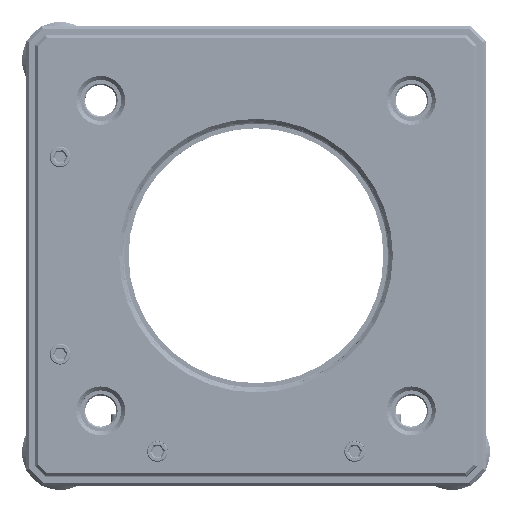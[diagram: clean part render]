
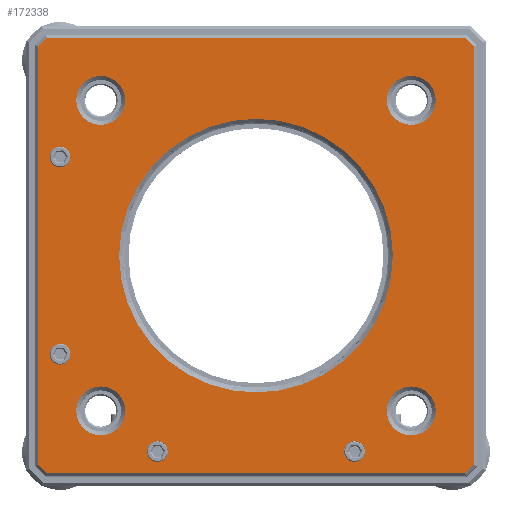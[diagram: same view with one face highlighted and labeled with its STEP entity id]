
A CAD part, top view. The second image highlights one B-rep face of the part: STEP entity #172338.
In plain terms, the highlighted planar face has unit normal (0, 0, 1).
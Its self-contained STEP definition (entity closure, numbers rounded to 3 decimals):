
#167344=CARTESIAN_POINT('',(19.05,-37.846,29.21));
#167345=DIRECTION('',(0.,0.,-1.));
#167346=DIRECTION('',(-1.,0.,0.));
#167347=AXIS2_PLACEMENT_3D('',#167344,#167345,#167346);
#167349=CARTESIAN_POINT('',(19.05,-37.846,29.21));
#167350=DIRECTION('',(0.,0.,-1.));
#167351=DIRECTION('',(1.,0.,0.));
#167352=AXIS2_PLACEMENT_3D('',#167349,#167350,#167351);
#167354=CARTESIAN_POINT('',(-19.05,-37.846,29.21));
#167355=DIRECTION('',(0.,0.,-1.));
#167356=DIRECTION('',(-1.,0.,0.));
#167357=AXIS2_PLACEMENT_3D('',#167354,#167355,#167356);
#167359=CARTESIAN_POINT('',(-19.05,-37.846,29.21));
#167360=DIRECTION('',(0.,0.,-1.));
#167361=DIRECTION('',(1.,0.,0.));
#167362=AXIS2_PLACEMENT_3D('',#167359,#167360,#167361);
#167364=CARTESIAN_POINT('',(-37.846,-19.05,29.21));
#167365=DIRECTION('',(0.,0.,-1.));
#167366=DIRECTION('',(-1.,0.,0.));
#167367=AXIS2_PLACEMENT_3D('',#167364,#167365,#167366);
#167369=CARTESIAN_POINT('',(-37.846,-19.05,29.21));
#167370=DIRECTION('',(0.,0.,-1.));
#167371=DIRECTION('',(1.,0.,0.));
#167372=AXIS2_PLACEMENT_3D('',#167369,#167370,#167371);
#167374=CARTESIAN_POINT('',(-37.846,19.05,29.21));
#167375=DIRECTION('',(0.,0.,-1.));
#167376=DIRECTION('',(-1.,0.,0.));
#167377=AXIS2_PLACEMENT_3D('',#167374,#167375,#167376);
#167379=CARTESIAN_POINT('',(-37.846,19.05,29.21));
#167380=DIRECTION('',(0.,0.,-1.));
#167381=DIRECTION('',(1.,0.,0.));
#167382=AXIS2_PLACEMENT_3D('',#167379,#167380,#167381);
#167384=CARTESIAN_POINT('',(-30.,30.,29.21));
#167385=DIRECTION('',(0.,0.,-1.));
#167386=DIRECTION('',(1.,0.,0.));
#167387=AXIS2_PLACEMENT_3D('',#167384,#167385,#167386);
#167389=CARTESIAN_POINT('',(-30.,30.,29.21));
#167390=DIRECTION('',(0.,0.,-1.));
#167391=DIRECTION('',(-1.,0.,0.));
#167392=AXIS2_PLACEMENT_3D('',#167389,#167390,#167391);
#167394=CARTESIAN_POINT('',(30.,30.,29.21));
#167395=DIRECTION('',(0.,0.,-1.));
#167396=DIRECTION('',(1.,0.,0.));
#167397=AXIS2_PLACEMENT_3D('',#167394,#167395,#167396);
#167399=CARTESIAN_POINT('',(30.,30.,29.21));
#167400=DIRECTION('',(0.,0.,-1.));
#167401=DIRECTION('',(-1.,0.,0.));
#167402=AXIS2_PLACEMENT_3D('',#167399,#167400,#167401);
#167404=CARTESIAN_POINT('',(30.,-30.,29.21));
#167405=DIRECTION('',(0.,0.,-1.));
#167406=DIRECTION('',(1.,0.,0.));
#167407=AXIS2_PLACEMENT_3D('',#167404,#167405,#167406);
#167409=CARTESIAN_POINT('',(30.,-30.,29.21));
#167410=DIRECTION('',(0.,0.,-1.));
#167411=DIRECTION('',(-1.,0.,0.));
#167412=AXIS2_PLACEMENT_3D('',#167409,#167410,#167411);
#167414=CARTESIAN_POINT('',(-30.,-30.,29.21));
#167415=DIRECTION('',(0.,0.,-1.));
#167416=DIRECTION('',(1.,0.,0.));
#167417=AXIS2_PLACEMENT_3D('',#167414,#167415,#167416);
#167419=CARTESIAN_POINT('',(-30.,-30.,29.21));
#167420=DIRECTION('',(0.,0.,-1.));
#167421=DIRECTION('',(-1.,0.,0.));
#167422=AXIS2_PLACEMENT_3D('',#167419,#167420,#167421);
#167424=DIRECTION('',(1.,0.,0.));
#167425=VECTOR('',#167424,80.847);
#167426=CARTESIAN_POINT('',(-40.423,-42.072,29.21));
#167427=LINE('',#167426,#167425);
#167428=DIRECTION('',(0.707,-0.707,0.));
#167429=VECTOR('',#167428,2.331);
#167430=CARTESIAN_POINT('',(-42.072,-40.423,29.21));
#167431=LINE('',#167430,#167429);
#167432=DIRECTION('',(0.,-1.,0.));
#167433=VECTOR('',#167432,80.847);
#167434=CARTESIAN_POINT('',(-42.072,40.423,29.21));
#167435=LINE('',#167434,#167433);
#167436=DIRECTION('',(0.707,0.707,0.));
#167437=VECTOR('',#167436,2.331);
#167438=CARTESIAN_POINT('',(-42.072,40.423,29.21));
#167439=LINE('',#167438,#167437);
#167440=DIRECTION('',(-1.,0.,0.));
#167441=VECTOR('',#167440,80.847);
#167442=CARTESIAN_POINT('',(40.423,42.072,29.21));
#167443=LINE('',#167442,#167441);
#167444=DIRECTION('',(0.707,-0.707,0.));
#167445=VECTOR('',#167444,2.331);
#167446=CARTESIAN_POINT('',(40.423,42.072,29.21));
#167447=LINE('',#167446,#167445);
#167448=DIRECTION('',(0.,1.,0.));
#167449=VECTOR('',#167448,80.847);
#167450=CARTESIAN_POINT('',(42.072,-40.423,29.21));
#167451=LINE('',#167450,#167449);
#167452=DIRECTION('',(0.707,0.707,0.));
#167453=VECTOR('',#167452,2.331);
#167454=CARTESIAN_POINT('',(40.423,-42.072,29.21));
#167455=LINE('',#167454,#167453);
#167456=CARTESIAN_POINT('',(0.,0.,29.21));
#167457=DIRECTION('',(0.,0.,-1.));
#167458=DIRECTION('',(1.,0.,0.));
#167459=AXIS2_PLACEMENT_3D('',#167456,#167457,#167458);
#167461=CARTESIAN_POINT('',(0.,0.,29.21));
#167462=DIRECTION('',(0.,0.,-1.));
#167463=DIRECTION('',(-1.,0.,0.));
#167464=AXIS2_PLACEMENT_3D('',#167461,#167462,#167463);
#170231=CARTESIAN_POINT('',(-34.724,-30.,29.21));
#170232=VERTEX_POINT('',#170231);
#170233=CARTESIAN_POINT('',(-25.276,-30.,29.21));
#170234=VERTEX_POINT('',#170233);
#170235=CARTESIAN_POINT('',(25.276,-30.,29.21));
#170236=VERTEX_POINT('',#170235);
#170237=CARTESIAN_POINT('',(-25.276,30.,29.21));
#170238=CARTESIAN_POINT('',(-34.724,30.,29.21));
#170239=VERTEX_POINT('',#170237);
#170240=VERTEX_POINT('',#170238);
#170241=CARTESIAN_POINT('',(25.276,30.,29.21));
#170243=VERTEX_POINT('',#170241);
#170247=CARTESIAN_POINT('',(34.724,30.,29.21));
#170248=VERTEX_POINT('',#170247);
#170251=CARTESIAN_POINT('',(34.724,-30.,29.21));
#170252=VERTEX_POINT('',#170251);
#170301=CARTESIAN_POINT('',(17.047,-37.846,29.21));
#170302=CARTESIAN_POINT('',(21.053,-37.846,29.21));
#170303=VERTEX_POINT('',#170301);
#170304=VERTEX_POINT('',#170302);
#170305=CARTESIAN_POINT('',(-39.849,-19.05,29.21));
#170306=CARTESIAN_POINT('',(-35.843,-19.05,29.21));
#170307=VERTEX_POINT('',#170305);
#170308=VERTEX_POINT('',#170306);
#170309=CARTESIAN_POINT('',(-21.053,-37.846,29.21));
#170310=CARTESIAN_POINT('',(-17.047,-37.846,29.21));
#170311=VERTEX_POINT('',#170309);
#170312=VERTEX_POINT('',#170310);
#170313=CARTESIAN_POINT('',(-39.849,19.05,29.21));
#170314=CARTESIAN_POINT('',(-35.843,19.05,29.21));
#170315=VERTEX_POINT('',#170313);
#170316=VERTEX_POINT('',#170314);
#170473=CARTESIAN_POINT('',(-40.423,-42.072,29.21));
#170474=CARTESIAN_POINT('',(40.423,-42.072,29.21));
#170475=VERTEX_POINT('',#170473);
#170476=VERTEX_POINT('',#170474);
#170479=CARTESIAN_POINT('',(42.072,-40.423,29.21));
#170480=VERTEX_POINT('',#170479);
#170481=CARTESIAN_POINT('',(42.072,40.423,29.21));
#170482=VERTEX_POINT('',#170481);
#170485=CARTESIAN_POINT('',(40.423,42.072,29.21));
#170486=VERTEX_POINT('',#170485);
#170489=CARTESIAN_POINT('',(-40.423,42.072,29.21));
#170490=VERTEX_POINT('',#170489);
#170493=CARTESIAN_POINT('',(-42.072,40.423,29.21));
#170494=VERTEX_POINT('',#170493);
#170499=CARTESIAN_POINT('',(-42.072,-40.423,29.21));
#170500=VERTEX_POINT('',#170499);
#170556=CARTESIAN_POINT('',(26.445,0.,29.21));
#170557=CARTESIAN_POINT('',(-26.445,0.,29.21));
#170558=VERTEX_POINT('',#170556);
#170559=VERTEX_POINT('',#170557);
#172262=CARTESIAN_POINT('',(-42.672,42.672,29.21));
#172263=DIRECTION('',(0.,0.,1.));
#172264=DIRECTION('',(1.,0.,0.));
#172265=AXIS2_PLACEMENT_3D('',#172262,#172263,#172264);
#172266=PLANE('',#172265);
#172268=ORIENTED_EDGE('',*,*,#172267,.F.);
#172270=ORIENTED_EDGE('',*,*,#172269,.F.);
#172272=ORIENTED_EDGE('',*,*,#172271,.F.);
#172274=ORIENTED_EDGE('',*,*,#172273,.T.);
#172276=ORIENTED_EDGE('',*,*,#172275,.F.);
#172278=ORIENTED_EDGE('',*,*,#172277,.T.);
#172280=ORIENTED_EDGE('',*,*,#172279,.F.);
#172282=ORIENTED_EDGE('',*,*,#172281,.F.);
#172283=EDGE_LOOP('',(#172268,#172270,#172272,#172274,#172276,#172278,#172280,
#172282));
#172284=FACE_OUTER_BOUND('',#172283,.F.);
#172286=ORIENTED_EDGE('',*,*,#172285,.F.);
#172288=ORIENTED_EDGE('',*,*,#172287,.F.);
#172289=EDGE_LOOP('',(#172286,#172288));
#172290=FACE_BOUND('',#172289,.F.);
#172292=ORIENTED_EDGE('',*,*,#172291,.F.);
#172294=ORIENTED_EDGE('',*,*,#172293,.F.);
#172295=EDGE_LOOP('',(#172292,#172294));
#172296=FACE_BOUND('',#172295,.F.);
#172298=ORIENTED_EDGE('',*,*,#172297,.F.);
#172300=ORIENTED_EDGE('',*,*,#172299,.F.);
#172301=EDGE_LOOP('',(#172298,#172300));
#172302=FACE_BOUND('',#172301,.F.);
#172304=ORIENTED_EDGE('',*,*,#172303,.F.);
#172306=ORIENTED_EDGE('',*,*,#172305,.F.);
#172307=EDGE_LOOP('',(#172304,#172306));
#172308=FACE_BOUND('',#172307,.F.);
#172310=ORIENTED_EDGE('',*,*,#172309,.F.);
#172312=ORIENTED_EDGE('',*,*,#172311,.F.);
#172313=EDGE_LOOP('',(#172310,#172312));
#172314=FACE_BOUND('',#172313,.F.);
#172316=ORIENTED_EDGE('',*,*,#172315,.F.);
#172318=ORIENTED_EDGE('',*,*,#172317,.F.);
#172319=EDGE_LOOP('',(#172316,#172318));
#172320=FACE_BOUND('',#172319,.F.);
#172322=ORIENTED_EDGE('',*,*,#172321,.F.);
#172324=ORIENTED_EDGE('',*,*,#172323,.F.);
#172325=EDGE_LOOP('',(#172322,#172324));
#172326=FACE_BOUND('',#172325,.F.);
#172328=ORIENTED_EDGE('',*,*,#172327,.F.);
#172330=ORIENTED_EDGE('',*,*,#172329,.F.);
#172331=EDGE_LOOP('',(#172328,#172330));
#172332=FACE_BOUND('',#172331,.F.);
#172333=ORIENTED_EDGE('',*,*,#172252,.F.);
#172335=ORIENTED_EDGE('',*,*,#172334,.F.);
#172336=EDGE_LOOP('',(#172333,#172335));
#172337=FACE_BOUND('',#172336,.F.);
#172338=ADVANCED_FACE('',(#172284,#172290,#172296,#172302,#172308,#172314,
#172320,#172326,#172332,#172337),#172266,.T.);
#167348=CIRCLE('',#167347,2.003);
#167353=CIRCLE('',#167352,2.003);
#167358=CIRCLE('',#167357,2.003);
#167363=CIRCLE('',#167362,2.003);
#167368=CIRCLE('',#167367,2.003);
#167373=CIRCLE('',#167372,2.003);
#167378=CIRCLE('',#167377,2.003);
#167383=CIRCLE('',#167382,2.003);
#167388=CIRCLE('',#167387,4.724);
#167393=CIRCLE('',#167392,4.724);
#167398=CIRCLE('',#167397,4.724);
#167403=CIRCLE('',#167402,4.724);
#167408=CIRCLE('',#167407,4.724);
#167413=CIRCLE('',#167412,4.724);
#167418=CIRCLE('',#167417,4.724);
#167423=CIRCLE('',#167422,4.724);
#167460=CIRCLE('',#167459,26.445);
#167465=CIRCLE('',#167464,26.445);
#172252=EDGE_CURVE('',#170558,#170559,#167460,.T.);
#172267=EDGE_CURVE('',#170475,#170476,#167427,.T.);
#172269=EDGE_CURVE('',#170500,#170475,#167431,.T.);
#172271=EDGE_CURVE('',#170494,#170500,#167435,.T.);
#172273=EDGE_CURVE('',#170494,#170490,#167439,.T.);
#172275=EDGE_CURVE('',#170486,#170490,#167443,.T.);
#172277=EDGE_CURVE('',#170486,#170482,#167447,.T.);
#172279=EDGE_CURVE('',#170480,#170482,#167451,.T.);
#172281=EDGE_CURVE('',#170476,#170480,#167455,.T.);
#172285=EDGE_CURVE('',#170311,#170312,#167358,.T.);
#172287=EDGE_CURVE('',#170312,#170311,#167363,.T.);
#172291=EDGE_CURVE('',#170307,#170308,#167368,.T.);
#172293=EDGE_CURVE('',#170308,#170307,#167373,.T.);
#172297=EDGE_CURVE('',#170315,#170316,#167378,.T.);
#172299=EDGE_CURVE('',#170316,#170315,#167383,.T.);
#172303=EDGE_CURVE('',#170239,#170240,#167388,.T.);
#172305=EDGE_CURVE('',#170240,#170239,#167393,.T.);
#172309=EDGE_CURVE('',#170248,#170243,#167398,.T.);
#172311=EDGE_CURVE('',#170243,#170248,#167403,.T.);
#172315=EDGE_CURVE('',#170252,#170236,#167408,.T.);
#172317=EDGE_CURVE('',#170236,#170252,#167413,.T.);
#172321=EDGE_CURVE('',#170234,#170232,#167418,.T.);
#172323=EDGE_CURVE('',#170232,#170234,#167423,.T.);
#172327=EDGE_CURVE('',#170303,#170304,#167348,.T.);
#172329=EDGE_CURVE('',#170304,#170303,#167353,.T.);
#172334=EDGE_CURVE('',#170559,#170558,#167465,.T.);
